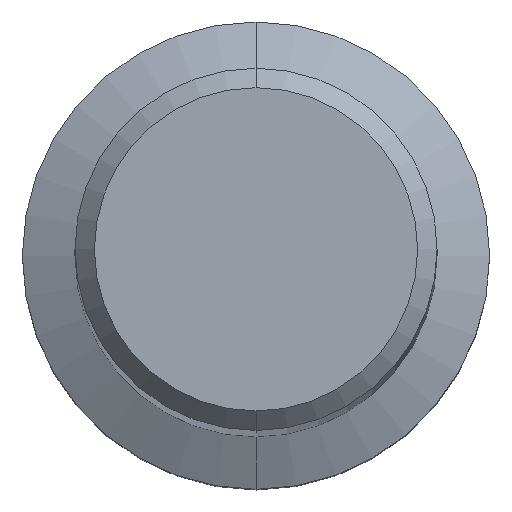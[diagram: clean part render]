
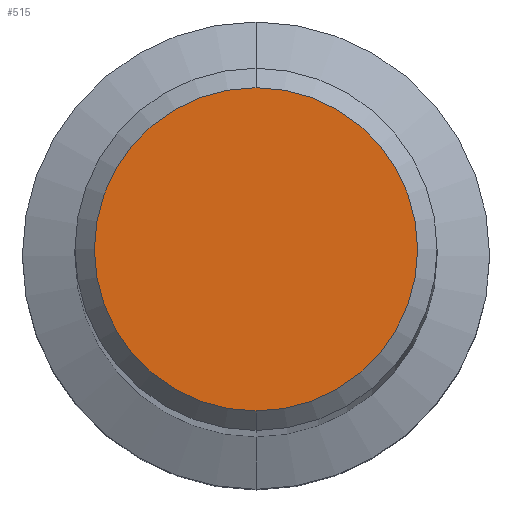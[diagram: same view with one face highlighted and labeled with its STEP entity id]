
A CAD part, top view. The second image highlights one B-rep face of the part: STEP entity #515.
In plain terms, the highlighted planar face has unit normal (0, 0, 1).
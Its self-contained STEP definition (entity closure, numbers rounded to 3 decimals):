
#365=VERTEX_POINT('',#737);
#455=EDGE_CURVE('',#365,#459,#839,.T.);
#459=VERTEX_POINT('',#843);
#505=EDGE_CURVE('',#459,#365,#893,.T.);
#515=ADVANCED_FACE('',(#904),#905,.T.);
#737=CARTESIAN_POINT('',(0.,-4.15,0.0));
#839=CIRCLE('',#1441,4.15);
#843=CARTESIAN_POINT('',(0.0,4.15,0.0));
#893=CIRCLE('',#1601,4.15);
#904=FACE_OUTER_BOUND('',#1616,.T.);
#905=PLANE('',#1617);
#1441=AXIS2_PLACEMENT_3D('',#1990,#1991,#1992);
#1601=AXIS2_PLACEMENT_3D('',#2046,#2047,#2048);
#1616=EDGE_LOOP('',(#2060,#2061));
#1617=AXIS2_PLACEMENT_3D('',#2062,#2063,#2064);
#1990=CARTESIAN_POINT('',(0.0,0.0,0.0));
#1991=DIRECTION('',(0.0,0.0,-1.0));
#1992=DIRECTION('',(0.0,1.0,0.0));
#2046=CARTESIAN_POINT('',(0.0,0.0,0.0));
#2047=DIRECTION('',(0.0,0.0,-1.0));
#2048=DIRECTION('',(0.0,1.0,0.0));
#2060=ORIENTED_EDGE('',*,*,#505,.F.);
#2061=ORIENTED_EDGE('',*,*,#455,.F.);
#2062=CARTESIAN_POINT('',(0.0,2.075,0.0));
#2063=DIRECTION('',(-0.0,0.0,1.0));
#2064=DIRECTION('',(0.0,-1.0,0.0));
